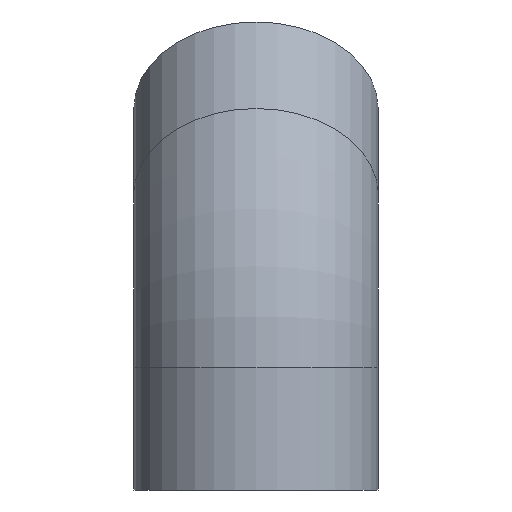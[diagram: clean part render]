
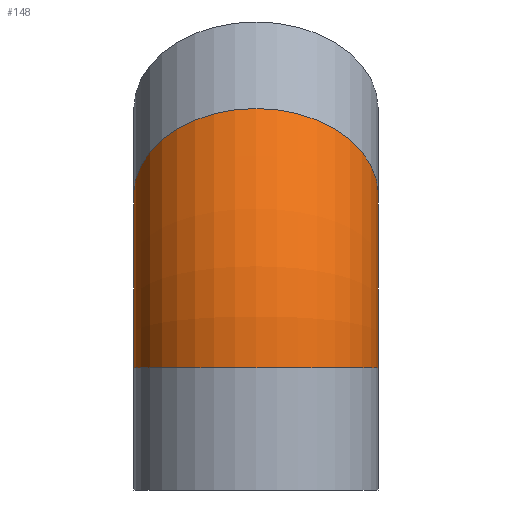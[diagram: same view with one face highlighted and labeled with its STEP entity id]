
A CAD part, left-side view. The second image highlights one B-rep face of the part: STEP entity #148.
In plain terms, the highlighted toroidal (fillet/blend) face has major radius 100 mm and minor radius 50 mm.
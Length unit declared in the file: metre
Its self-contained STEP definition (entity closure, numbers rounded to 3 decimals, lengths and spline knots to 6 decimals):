
#18=TOROIDAL_SURFACE('',#178,0.1,0.05);
#40=ORIENTED_EDGE('',*,*,#60,.F.);
#41=ORIENTED_EDGE('',*,*,#61,.T.);
#60=EDGE_CURVE('',#72,#72,#84,.F.);
#61=EDGE_CURVE('',#73,#73,#85,.F.);
#72=VERTEX_POINT('',#265);
#73=VERTEX_POINT('',#267);
#84=CIRCLE('',#179,0.05);
#85=CIRCLE('',#180,0.05);
#100=EDGE_LOOP('',(#40));
#101=EDGE_LOOP('',(#41));
#124=FACE_BOUND('',#100,.T.);
#125=FACE_BOUND('',#101,.T.);
#148=ADVANCED_FACE('',(#124,#125),#18,.T.);
#178=AXIS2_PLACEMENT_3D('',#263,#215,#216);
#179=AXIS2_PLACEMENT_3D('',#264,#217,#218);
#180=AXIS2_PLACEMENT_3D('',#266,#219,#220);
#215=DIRECTION('',(0.,-1.,0.));
#216=DIRECTION('',(0.,0.,-1.));
#217=DIRECTION('',(0.,0.,1.));
#218=DIRECTION('',(0.,-1.,0.));
#219=DIRECTION('',(0.707,0.,0.707));
#220=DIRECTION('',(0.,-1.,0.));
#263=CARTESIAN_POINT('',(0.1,0.,0.050079));
#264=CARTESIAN_POINT('',(0.,0.,0.050079));
#265=CARTESIAN_POINT('',(0.,-0.05,0.050079));
#266=CARTESIAN_POINT('',(0.029289,0.,0.120789));
#267=CARTESIAN_POINT('',(0.029289,-0.05,0.120789));
